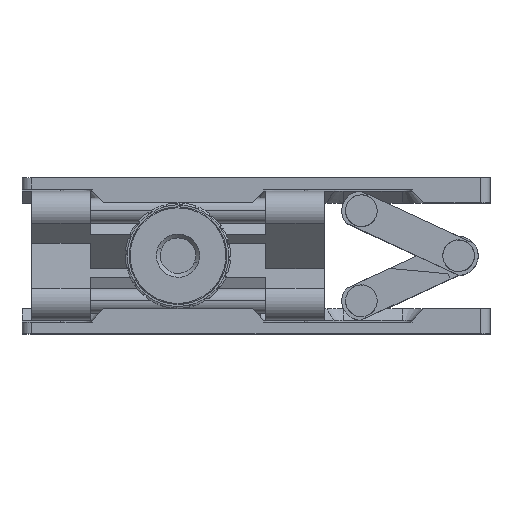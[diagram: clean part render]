
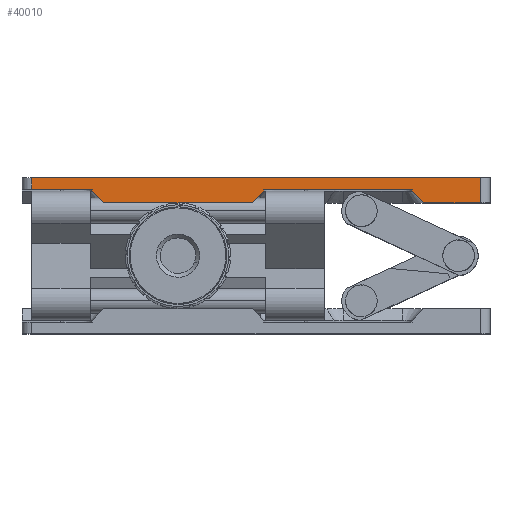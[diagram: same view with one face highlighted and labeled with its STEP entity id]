
A CAD part, top view. The second image highlights one B-rep face of the part: STEP entity #40010.
In plain terms, the highlighted planar face has unit normal (0, 0, 1).
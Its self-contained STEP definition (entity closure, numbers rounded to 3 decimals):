
#180 = DIRECTION ( 'NONE',  ( -1., 0., 0. ) ) ;
#1232 = EDGE_CURVE ( 'NONE', #65516, #7421, #27160, .T. ) ;
#1557 = CARTESIAN_POINT ( 'NONE',  ( -115., 80.168, 80. ) ) ;
#2857 = EDGE_CURVE ( 'NONE', #20619, #24986, #17025, .T. ) ;
#2937 = ORIENTED_EDGE ( 'NONE', *, *, #61162, .T. ) ;
#3209 = VECTOR ( 'NONE', #11367, 1000. ) ;
#3914 = DIRECTION ( 'NONE',  ( 0.707, -0.707, 0. ) ) ;
#4226 = ORIENTED_EDGE ( 'NONE', *, *, #34045, .T. ) ;
#4473 = DIRECTION ( 'NONE',  ( 0., 1., 0. ) ) ;
#4939 = DIRECTION ( 'NONE',  ( -1., 0., 0. ) ) ;
#6958 = VECTOR ( 'NONE', #180, 1000. ) ;
#7110 = DIRECTION ( 'NONE',  ( -1., 0., 0. ) ) ;
#7142 = ORIENTED_EDGE ( 'NONE', *, *, #27881, .T. ) ;
#7275 = DIRECTION ( 'NONE',  ( 0.707, -0.707, 0. ) ) ;
#7390 = LINE ( 'NONE', #67459, #34168 ) ;
#7421 = VERTEX_POINT ( 'NONE', #73842 ) ;
#7993 = CARTESIAN_POINT ( 'NONE',  ( 80., 74.168, 80. ) ) ;
#8114 = ORIENTED_EDGE ( 'NONE', *, *, #14158, .F. ) ;
#8266 = AXIS2_PLACEMENT_3D ( 'NONE', #12284, #52293, #23811 ) ;
#9609 = VECTOR ( 'NONE', #62341, 1000. ) ;
#9674 = VECTOR ( 'NONE', #65903, 1000. ) ;
#10980 = VERTEX_POINT ( 'NONE', #34701 ) ;
#11273 = LINE ( 'NONE', #11615, #3209 ) ;
#11367 = DIRECTION ( 'NONE',  ( 0., -1., 0. ) ) ;
#11615 = CARTESIAN_POINT ( 'NONE',  ( 4., 74.168, 80. ) ) ;
#12284 = CARTESIAN_POINT ( 'NONE',  ( -120., 67.168, 80. ) ) ;
#13598 = CARTESIAN_POINT ( 'NONE',  ( 40., 74.168, 80. ) ) ;
#13858 = EDGE_CURVE ( 'NONE', #10980, #65786, #65987, .T. ) ;
#14158 = EDGE_CURVE ( 'NONE', #60966, #37385, #57961, .T. ) ;
#14289 = LINE ( 'NONE', #41726, #33023 ) ;
#15087 = LINE ( 'NONE', #20932, #9674 ) ;
#15237 = VECTOR ( 'NONE', #7110, 1000. ) ;
#16327 = CARTESIAN_POINT ( 'NONE',  ( -84., 73.168, 80. ) ) ;
#16332 = CARTESIAN_POINT ( 'NONE',  ( -2., 67.168, 80. ) ) ;
#17025 = LINE ( 'NONE', #13598, #15237 ) ;
#17063 = VECTOR ( 'NONE', #48022, 1000. ) ;
#17154 = VERTEX_POINT ( 'NONE', #37918 ) ;
#17167 = CARTESIAN_POINT ( 'NONE',  ( 4., 73.168, 80. ) ) ;
#17885 = CARTESIAN_POINT ( 'NONE',  ( 80., 127.983, 80. ) ) ;
#18215 = CARTESIAN_POINT ( 'NONE',  ( -120., 67.168, 80. ) ) ;
#20619 = VERTEX_POINT ( 'NONE', #7993 ) ;
#20932 = CARTESIAN_POINT ( 'NONE',  ( -120., 67.168, 80. ) ) ;
#21253 = DIRECTION ( 'NONE',  ( 0., -1., 0. ) ) ;
#22011 = CARTESIAN_POINT ( 'NONE',  ( 115., 67.168, 80. ) ) ;
#22692 = EDGE_CURVE ( 'NONE', #47905, #74103, #31964, .T. ) ;
#23811 = DIRECTION ( 'NONE',  ( 1., 0., 0. ) ) ;
#24132 = DIRECTION ( 'NONE',  ( 0., -1., 0. ) ) ;
#24986 = VERTEX_POINT ( 'NONE', #29087 ) ;
#26479 = CARTESIAN_POINT ( 'NONE',  ( 80., 73.168, 80. ) ) ;
#26495 = ORIENTED_EDGE ( 'NONE', *, *, #60349, .T. ) ;
#27160 = LINE ( 'NONE', #22011, #30764 ) ;
#27292 = ORIENTED_EDGE ( 'NONE', *, *, #60607, .T. ) ;
#27881 = EDGE_CURVE ( 'NONE', #7421, #68722, #63821, .T. ) ;
#27971 = EDGE_LOOP ( 'NONE', ( #7142, #4226, #57930, #43466, #2937, #8114, #26495, #70108, #71399, #27292, #46825, #73334, #44684 ) ) ;
#28229 = FACE_OUTER_BOUND ( 'NONE', #27971, .T. ) ;
#29087 = CARTESIAN_POINT ( 'NONE',  ( 4., 74.168, 80. ) ) ;
#30441 = VECTOR ( 'NONE', #24132, 1000. ) ;
#30764 = VECTOR ( 'NONE', #4473, 1000. ) ;
#31964 = LINE ( 'NONE', #26479, #62323 ) ;
#32198 = LINE ( 'NONE', #17885, #30441 ) ;
#32230 = CARTESIAN_POINT ( 'NONE',  ( -78., 67.168, 80. ) ) ;
#32269 = LINE ( 'NONE', #52787, #17063 ) ;
#33023 = VECTOR ( 'NONE', #7275, 1000. ) ;
#33947 = EDGE_CURVE ( 'NONE', #65516, #74103, #15087, .T. ) ;
#34045 = EDGE_CURVE ( 'NONE', #68722, #17154, #59760, .T. ) ;
#34168 = VECTOR ( 'NONE', #4939, 1000. ) ;
#34701 = CARTESIAN_POINT ( 'NONE',  ( -84., 74.168, 80. ) ) ;
#35672 = EDGE_CURVE ( 'NONE', #24986, #63947, #11273, .T. ) ;
#37385 = VERTEX_POINT ( 'NONE', #32230 ) ;
#37430 = CARTESIAN_POINT ( 'NONE',  ( 80., 73.168, 80. ) ) ;
#37918 = CARTESIAN_POINT ( 'NONE',  ( -115., 74.168, 80. ) ) ;
#40010 = ADVANCED_FACE ( 'NONE', ( #28229 ), #51543, .F. ) ;
#41726 = CARTESIAN_POINT ( 'NONE',  ( -84., 73.168, 80. ) ) ;
#43466 = ORIENTED_EDGE ( 'NONE', *, *, #13858, .T. ) ;
#44456 = VECTOR ( 'NONE', #21253, 1000. ) ;
#44684 = ORIENTED_EDGE ( 'NONE', *, *, #1232, .T. ) ;
#46825 = ORIENTED_EDGE ( 'NONE', *, *, #22692, .T. ) ;
#47905 = VERTEX_POINT ( 'NONE', #37430 ) ;
#48022 = DIRECTION ( 'NONE',  ( 0.707, 0.707, 0. ) ) ;
#49942 = CARTESIAN_POINT ( 'NONE',  ( -84., 74.168, 80. ) ) ;
#51543 = PLANE ( 'NONE',  #8266 ) ;
#52204 = VECTOR ( 'NONE', #56814, 1000. ) ;
#52293 = DIRECTION ( 'NONE',  ( 0., 0., -1. ) ) ;
#52787 = CARTESIAN_POINT ( 'NONE',  ( 4., 73.168, 80. ) ) ;
#56814 = DIRECTION ( 'NONE',  ( -1., 0., 0. ) ) ;
#57930 = ORIENTED_EDGE ( 'NONE', *, *, #65427, .F. ) ;
#57961 = LINE ( 'NONE', #18215, #6958 ) ;
#59760 = LINE ( 'NONE', #73839, #9609 ) ;
#60021 = CARTESIAN_POINT ( 'NONE',  ( 86., 67.168, 80. ) ) ;
#60349 = EDGE_CURVE ( 'NONE', #60966, #63947, #32269, .T. ) ;
#60607 = EDGE_CURVE ( 'NONE', #20619, #47905, #32198, .T. ) ;
#60966 = VERTEX_POINT ( 'NONE', #16332 ) ;
#61162 = EDGE_CURVE ( 'NONE', #65786, #37385, #14289, .T. ) ;
#62323 = VECTOR ( 'NONE', #3914, 1000. ) ;
#62341 = DIRECTION ( 'NONE',  ( 0., -1., 0. ) ) ;
#63821 = LINE ( 'NONE', #72579, #52204 ) ;
#63947 = VERTEX_POINT ( 'NONE', #17167 ) ;
#65427 = EDGE_CURVE ( 'NONE', #10980, #17154, #7390, .T. ) ;
#65516 = VERTEX_POINT ( 'NONE', #68204 ) ;
#65786 = VERTEX_POINT ( 'NONE', #16327 ) ;
#65903 = DIRECTION ( 'NONE',  ( -1., 0., 0. ) ) ;
#65987 = LINE ( 'NONE', #49942, #44456 ) ;
#67459 = CARTESIAN_POINT ( 'NONE',  ( -120., 74.168, 80. ) ) ;
#68204 = CARTESIAN_POINT ( 'NONE',  ( 115., 67.168, 80. ) ) ;
#68722 = VERTEX_POINT ( 'NONE', #1557 ) ;
#70108 = ORIENTED_EDGE ( 'NONE', *, *, #35672, .F. ) ;
#71399 = ORIENTED_EDGE ( 'NONE', *, *, #2857, .F. ) ;
#72579 = CARTESIAN_POINT ( 'NONE',  ( -120., 80.168, 80. ) ) ;
#73334 = ORIENTED_EDGE ( 'NONE', *, *, #33947, .F. ) ;
#73839 = CARTESIAN_POINT ( 'NONE',  ( -115., 67.168, 80. ) ) ;
#73842 = CARTESIAN_POINT ( 'NONE',  ( 115., 80.168, 80. ) ) ;
#74103 = VERTEX_POINT ( 'NONE', #60021 ) ;
